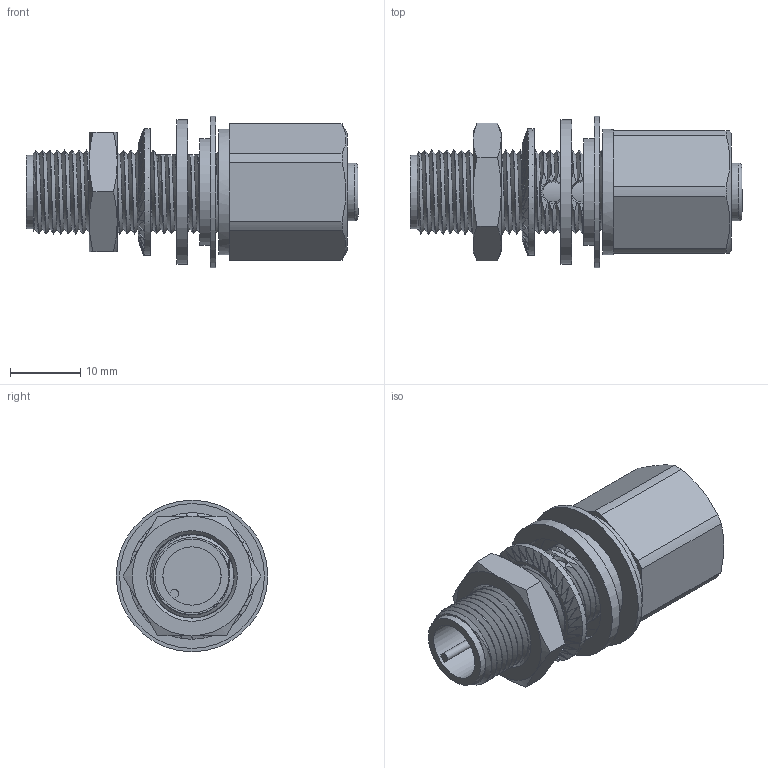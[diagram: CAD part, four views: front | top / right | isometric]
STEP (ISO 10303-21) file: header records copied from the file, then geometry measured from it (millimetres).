
FILE_DESCRIPTION(/* description */ (''),/* implementation_level */ '2;1');
FILE_NAME(/* name */ 'FK_FS-M12_step_stp.stp',/* time_stamp */ '2016-03-10T11:19:07+01:00',/* author */ (''),/* organization */ (''),/* preprocessor_version */ 'ST-DEVELOPER v16',/* originating_system */ 'SIEMENS PLM Software NX 10.0',/* authorisation */ '');
FILE_SCHEMA (('AUTOMOTIVE_DESIGN { 1 0 10303 214 3 1 1 1 }'));
Products named in the file (1): FK_FS-M12
Bounding box: 47.3 x 21.59 x 21.59 mm (x, y, z)
Volume: 7896.2 mm3; surface area: 6200.6 mm2
Topology: 3 solids, 3 shells, 431 faces, 1228 edges, 808 vertices
Faces by surface type: plane 273, cone 105, cylinder 36, bspline 14, torus 3
Full cylindrical faces by diameter (mm): 8.3 x1, 10.5 x1, 11.481 x1, 12.5 x1, 13 x1, 15.24 x1, 16.002 x1, 17.856 x1, 18 x1, 20.625 x1, 21.59 x1
Entity records: 42605 total; most frequent: CARTESIAN_POINT 32237, ORIENTED_EDGE 2362, DIRECTION 1835, EDGE_CURVE 1181, VERTEX_POINT 794, LINE 639, VECTOR 639, AXIS2_PLACEMENT_3D 598
